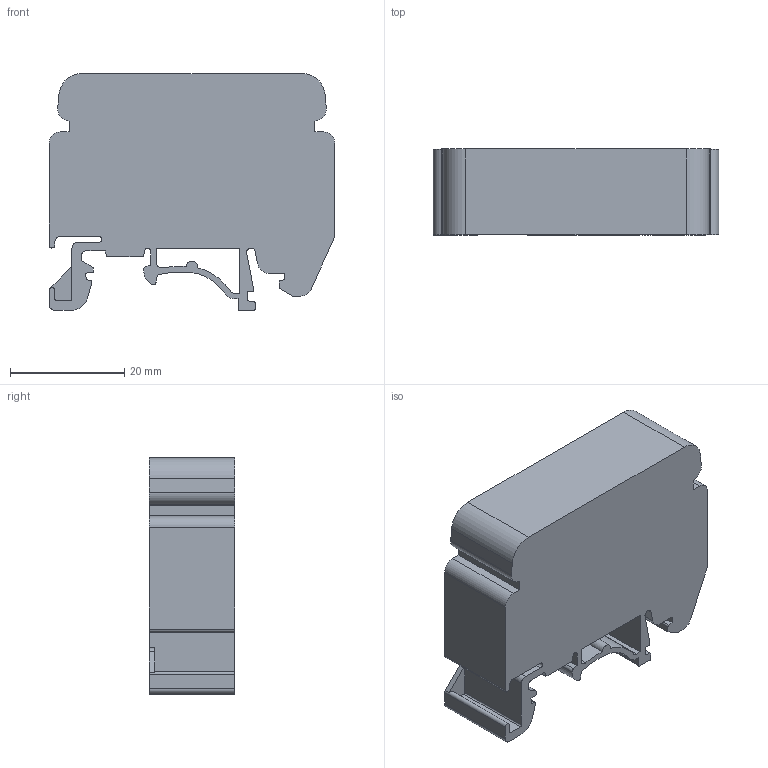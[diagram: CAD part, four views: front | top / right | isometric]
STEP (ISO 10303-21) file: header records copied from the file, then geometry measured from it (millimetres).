
FILE_DESCRIPTION(/* description */ ('Unknown'),/* implementation_level */ '2;1');
FILE_NAME(/* name */ '6KBTM5-15H',/* time_stamp */ '2016-10-10T10:13:33+06:00',/* author */ ('Unknown'),/* organization */ ('Unknown'),/* preprocessor_version */ 'ST-DEVELOPER v16',/* originating_system */ 'DEX',/* authorisation */ $);
FILE_SCHEMA (('AUTOMOTIVE_DESIGN {1 0 10303 214 3 1 1}'));
Length unit declared in the file: millimetre
Products named in the file (1): 6KBTM5-15H
Bounding box: 50 x 15 x 41.4 mm (x, y, z)
Volume: 24480.3 mm3; surface area: 7678.1 mm2
Topology: 1 solids, 1 shells, 96 faces, 282 edges, 188 vertices
Faces by surface type: plane 57, cylinder 39
Entity records: 3239 total; most frequent: CARTESIAN_POINT 567, ORIENTED_EDGE 564, DIRECTION 555, EDGE_CURVE 282, LINE 203, VECTOR 203, VERTEX_POINT 188, AXIS2_PLACEMENT_3D 176
